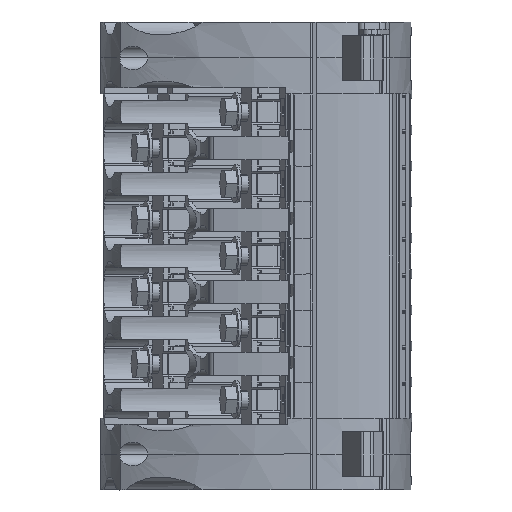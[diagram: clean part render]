
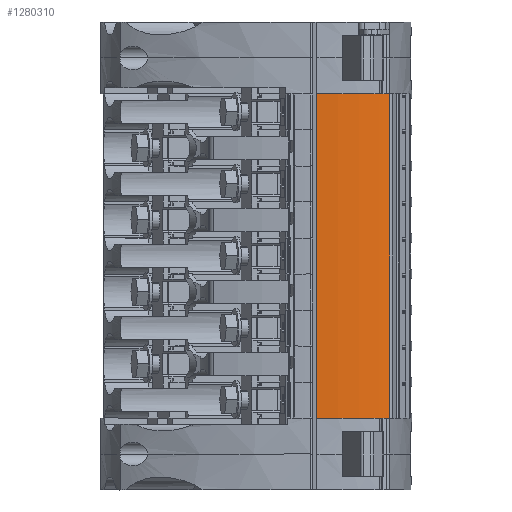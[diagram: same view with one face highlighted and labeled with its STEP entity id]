
A CAD part, left-side view. The second image highlights one B-rep face of the part: STEP entity #1280310.
In plain terms, the highlighted cylindrical face has radius 50 mm (diameter 100 mm), a partial arc.
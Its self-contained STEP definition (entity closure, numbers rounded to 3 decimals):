
#1156470=CARTESIAN_POINT('',(-1.525,76.606,
-9.516));
#1156480=VERTEX_POINT('',#1156470);
#1156670=CARTESIAN_POINT('',(-1.525,77.387,
-7.074));
#1156680=VERTEX_POINT('',#1156670);
#1156710=CARTESIAN_POINT('',(-1.525,29.391,
6.938));
#1156720=DIRECTION('',(1.,0.,0.));
#1156730=DIRECTION('',(0.,1.,0.));
#1156740=AXIS2_PLACEMENT_3D('',#1156710,#1156720,#1156730);
#1156750=CIRCLE('',#1156740,50.);
#1156760=EDGE_CURVE('',#1156480,#1156680,#1156750,.T.);
#1157190=CARTESIAN_POINT('',(-1.525,29.391,
6.938));
#1157200=DIRECTION('',(-1.,0.,0.));
#1157210=DIRECTION('',(0.,-1.,0.));
#1157220=AXIS2_PLACEMENT_3D('',#1157190,#1157200,#1157210);
#1157230=CIRCLE('',#1157220,50.);
#1157240=CARTESIAN_POINT('',(-1.525,79.391,
7.03));
#1157250=VERTEX_POINT('',#1157240);
#1157260=EDGE_CURVE('',#1157250,#1156680,#1157230,.T.);
#1157930=CARTESIAN_POINT('',(-74.875,79.391,
7.03));
#1157940=VERTEX_POINT('',#1157930);
#1157970=CARTESIAN_POINT('',(-83.025,79.391,
7.03));
#1157980=DIRECTION('',(1.,0.,0.));
#1157990=VECTOR('',#1157980,1.);
#1158000=LINE('',#1157970,#1157990);
#1158010=EDGE_CURVE('',#1157940,#1157250,#1158000,.T.);
#1279970=CARTESIAN_POINT('',(-83.025,29.391,
6.938));
#1279980=DIRECTION('',(1.,0.,0.));
#1279990=DIRECTION('',(0.,1.,0.));
#1280000=AXIS2_PLACEMENT_3D('',#1279970,#1279980,#1279990);
#1280010=CYLINDRICAL_SURFACE('',#1280000,50.);
#1280020=ORIENTED_EDGE('',*,*,#1156760,.F.);
#1280030=ORIENTED_EDGE('',*,*,#1157260,.T.);
#1280040=ORIENTED_EDGE('',*,*,#1158010,.T.);
#1280050=CARTESIAN_POINT('',(-74.875,29.391,
6.938));
#1280060=DIRECTION('',(1.,0.,0.));
#1280070=DIRECTION('',(0.,1.,0.));
#1280080=AXIS2_PLACEMENT_3D('',#1280050,#1280060,#1280070);
#1280090=CIRCLE('',#1280080,50.);
#1280100=CARTESIAN_POINT('',(-74.875,77.387,
-7.074));
#1280110=VERTEX_POINT('',#1280100);
#1280120=EDGE_CURVE('',#1280110,#1157940,#1280090,.T.);
#1280130=ORIENTED_EDGE('',*,*,#1280120,.T.);
#1280140=CARTESIAN_POINT('',(-74.875,29.391,
6.938));
#1280150=DIRECTION('',(1.,0.,0.));
#1280160=DIRECTION('',(0.,1.,0.));
#1280170=AXIS2_PLACEMENT_3D('',#1280140,#1280150,#1280160);
#1280180=CIRCLE('',#1280170,50.);
#1280190=CARTESIAN_POINT('',(-74.875,76.606,
-9.516));
#1280200=VERTEX_POINT('',#1280190);
#1280210=EDGE_CURVE('',#1280200,#1280110,#1280180,.T.);
#1280220=ORIENTED_EDGE('',*,*,#1280210,.T.);
#1280230=CARTESIAN_POINT('',(-66.725,76.606,
-9.516));
#1280240=DIRECTION('',(-1.,0.,0.));
#1280250=VECTOR('',#1280240,1.);
#1280260=LINE('',#1280230,#1280250);
#1280270=EDGE_CURVE('',#1156480,#1280200,#1280260,.T.);
#1280280=ORIENTED_EDGE('',*,*,#1280270,.T.);
#1280290=EDGE_LOOP('',(#1280280,#1280220,#1280130,#1280040,#1280030,
#1280020));
#1280300=FACE_OUTER_BOUND('',#1280290,.T.);
#1280310=ADVANCED_FACE('',(#1280300),#1280010,.T.);
